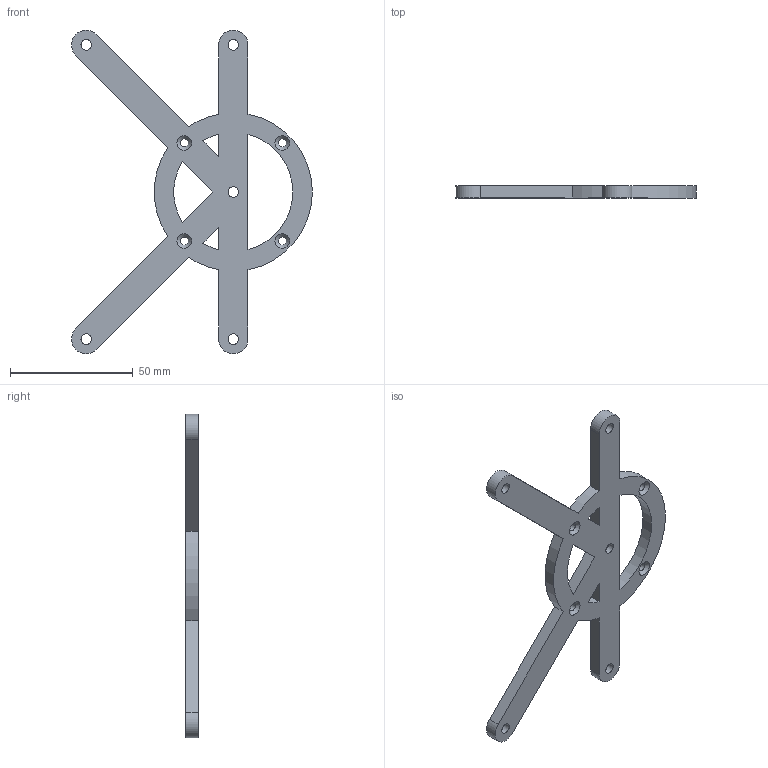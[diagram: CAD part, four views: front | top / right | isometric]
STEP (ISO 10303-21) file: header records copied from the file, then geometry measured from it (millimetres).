
FILE_DESCRIPTION(/* description */ ('','CAx-IF Rec.Pracs.---Representation and Presentation of Product Manufacturing Information (PMI)---4.0---2014-10-13'),/* implementation_level */ '2;1');
FILE_NAME(/* name */ 'sensors-plate_lidar2d_hokuyo-ust-10lx_support.step',/* time_stamp */ '2024-11-23T19:34:15Z',/* author */ (''),/* organization */ (''),/* preprocessor_version */ 'ST-DEVELOPER v20',/* originating_system */ 'Autodesk Translation Framework v13.20.0.188',/* authorisation */ '');
FILE_SCHEMA (('AP242_MANAGED_MODEL_BASED_3D_ENGINEERING_MIM_LF { 1 0 10303 442 1 1 4 }'));
Length unit declared in the file: millimetre
Products named in the file (1): Support LiDAR 2D Hokuyo UST-10LX
Bounding box: 98.26 x 5 x 132 mm (x, y, z)
Volume: 22004.7 mm3; surface area: 13241.8 mm2
Topology: 1 solids, 1 shells, 43 faces, 123 edges, 82 vertices
Faces by surface type: cylinder 21, plane 17, cone 5
Full cylindrical faces by diameter (mm): 3.3 x4, 4.3 x5
Entity records: 1514 total; most frequent: DIRECTION 263, CARTESIAN_POINT 249, ORIENTED_EDGE 246, EDGE_CURVE 123, AXIS2_PLACEMENT_3D 96, VERTEX_POINT 82, LINE 71, VECTOR 71
